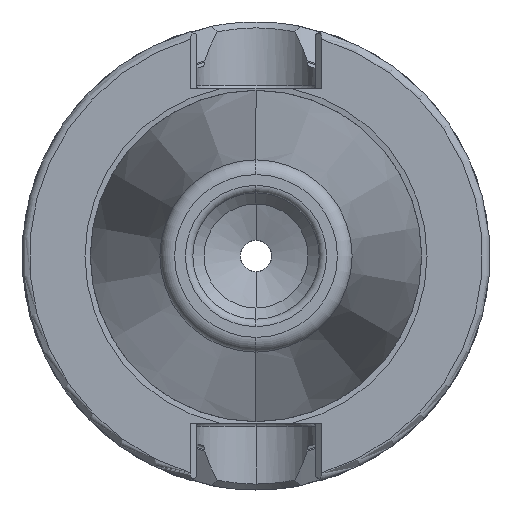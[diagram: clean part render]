
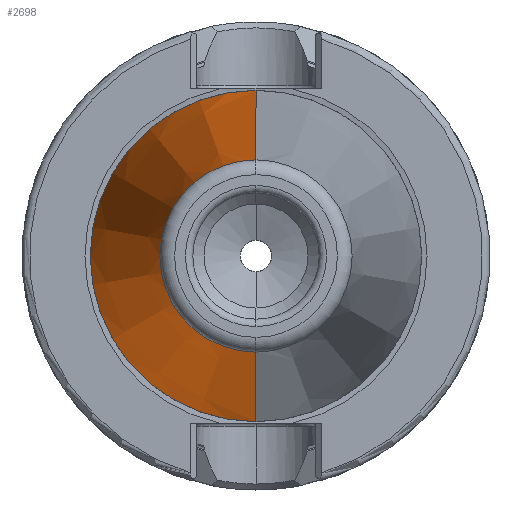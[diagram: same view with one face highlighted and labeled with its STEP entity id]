
A CAD part, left-side view. The second image highlights one B-rep face of the part: STEP entity #2698.
In plain terms, the highlighted conical face has half-angle 8.297 degrees and reference radius 22.298 mm.
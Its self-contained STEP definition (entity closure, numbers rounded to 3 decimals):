
#6 = CARTESIAN_POINT ( 'NONE',  ( -89.5, 0., -22.298 ) ) ;
#33 = DIRECTION ( 'NONE',  ( 0.99, 0., -0.144 ) ) ;
#102 = DIRECTION ( 'NONE',  ( -1., 0., 0. ) ) ;
#197 = CARTESIAN_POINT ( 'NONE',  ( -89.5, 0., 22.298 ) ) ;
#303 = ORIENTED_EDGE ( 'NONE', *, *, #3848, .T. ) ;
#465 = ORIENTED_EDGE ( 'NONE', *, *, #2522, .F. ) ;
#468 = ORIENTED_EDGE ( 'NONE', *, *, #2825, .F. ) ;
#803 = CARTESIAN_POINT ( 'NONE',  ( -89.5, 0., -22.298 ) ) ;
#821 = VERTEX_POINT ( 'NONE', #1038 ) ;
#1038 = CARTESIAN_POINT ( 'NONE',  ( -89.5, 0., 22.298 ) ) ;
#1322 = CIRCLE ( 'NONE', #3413, 22.298 ) ;
#1327 = CONICAL_SURFACE ( 'NONE', #1581, 22.298, 0.145 ) ;
#1430 = ORIENTED_EDGE ( 'NONE', *, *, #3336, .T. ) ;
#1523 = CARTESIAN_POINT ( 'NONE',  ( -89.5, 0., 0. ) ) ;
#1581 = AXIS2_PLACEMENT_3D ( 'NONE', #1523, #3822, #1844 ) ;
#1601 = CARTESIAN_POINT ( 'NONE',  ( -89.5, 0., 0. ) ) ;
#1641 = VERTEX_POINT ( 'NONE', #3791 ) ;
#1844 = DIRECTION ( 'NONE',  ( 0., 0., -1. ) ) ;
#1939 = DIRECTION ( 'NONE',  ( 0., 0., 1. ) ) ;
#2033 = CARTESIAN_POINT ( 'NONE',  ( -153.689, 0., 0. ) ) ;
#2199 = VECTOR ( 'NONE', #4103, 1000. ) ;
#2370 = DIRECTION ( 'NONE',  ( 0., 0., 1. ) ) ;
#2522 = EDGE_CURVE ( 'NONE', #1641, #2638, #2723, .T. ) ;
#2638 = VERTEX_POINT ( 'NONE', #4020 ) ;
#2665 = VECTOR ( 'NONE', #33, 1000. ) ;
#2698 = ADVANCED_FACE ( 'NONE', ( #3279 ), #1327, .T. ) ;
#2723 = CIRCLE ( 'NONE', #3647, 12.937 ) ;
#2825 = EDGE_CURVE ( 'NONE', #2638, #3046, #3530, .T. ) ;
#3046 = VERTEX_POINT ( 'NONE', #803 ) ;
#3072 = LINE ( 'NONE', #197, #2199 ) ;
#3145 = EDGE_LOOP ( 'NONE', ( #465, #303, #1430, #468 ) ) ;
#3279 = FACE_OUTER_BOUND ( 'NONE', #3145, .T. ) ;
#3336 = EDGE_CURVE ( 'NONE', #821, #3046, #1322, .T. ) ;
#3413 = AXIS2_PLACEMENT_3D ( 'NONE', #1601, #3892, #1939 ) ;
#3530 = LINE ( 'NONE', #6, #2665 ) ;
#3647 = AXIS2_PLACEMENT_3D ( 'NONE', #2033, #102, #2370 ) ;
#3791 = CARTESIAN_POINT ( 'NONE',  ( -153.689, 0., 12.937 ) ) ;
#3822 = DIRECTION ( 'NONE',  ( 1., 0., 0. ) ) ;
#3848 = EDGE_CURVE ( 'NONE', #1641, #821, #3072, .T. ) ;
#3892 = DIRECTION ( 'NONE',  ( -1., 0., 0. ) ) ;
#4020 = CARTESIAN_POINT ( 'NONE',  ( -153.689, 0., -12.937 ) ) ;
#4103 = DIRECTION ( 'NONE',  ( 0.99, 0., 0.144 ) ) ;
